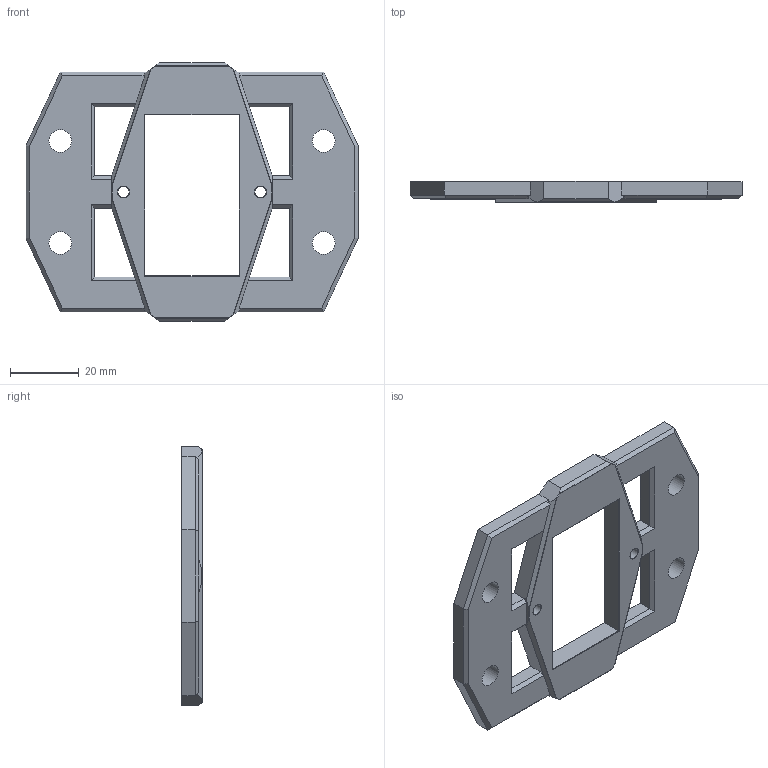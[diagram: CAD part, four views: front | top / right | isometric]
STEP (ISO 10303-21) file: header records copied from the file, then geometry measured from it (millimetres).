
FILE_DESCRIPTION(/* description */ ('STEP AP214'),/* implementation_level */ '2;1');
FILE_NAME(/* name */ '60d4d521a79fc52baf1aef67',/* time_stamp */ '2021-06-24T18:55:30+00:00',/* author */ (''),/* organization */ (''),/* preprocessor_version */ 'ST-DEVELOPER v18.1',/* originating_system */ ' ',/* authorisation */ ' ');
FILE_SCHEMA (('AUTOMOTIVE_DESIGN {1 0 10303 214 3 1 1}'));
Length unit declared in the file: metre
Products named in the file (1): iec_socket_adapter
Bounding box: 96.84 x 6 x 75.47 mm (x, y, z)
Volume: 22773.2 mm3; surface area: 12715.7 mm2
Topology: 1 solids, 1 shells, 108 faces, 302 edges, 194 vertices
Faces by surface type: plane 100, cylinder 6, cone 2
Full cylindrical faces by diameter (mm): 3.3 x2, 6.6 x4
Entity records: 3416 total; most frequent: CARTESIAN_POINT 641, ORIENTED_EDGE 584, DIRECTION 508, EDGE_CURVE 292, LINE 262, VECTOR 262, VERTEX_POINT 192, EDGE_LOOP 136
